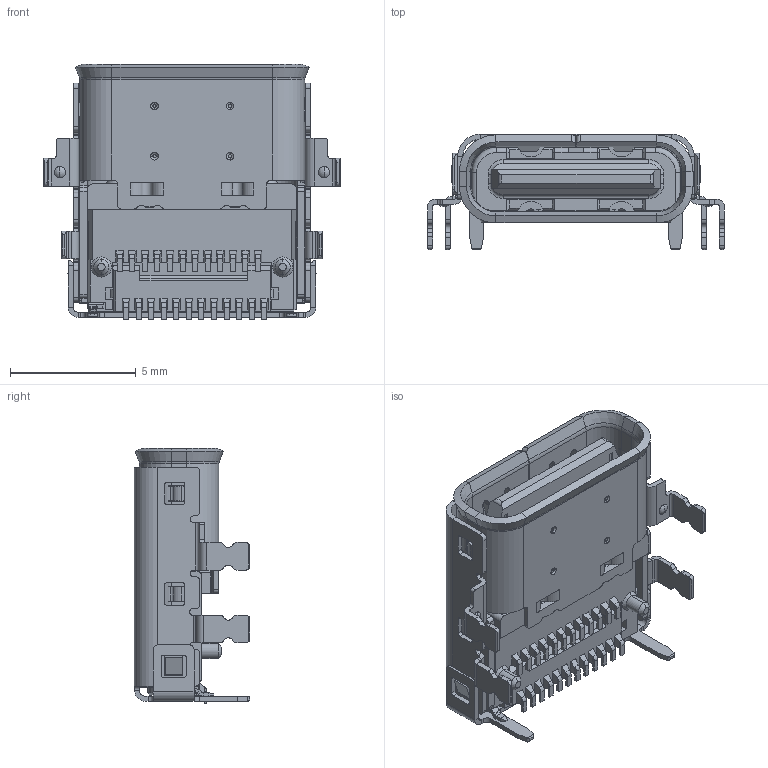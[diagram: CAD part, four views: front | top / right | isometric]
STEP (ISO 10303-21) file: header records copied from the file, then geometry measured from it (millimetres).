
FILE_DESCRIPTION(/* description */ (''),/* implementation_level */ '2;1');
FILE_NAME(/* name */ '102200800042_00_2-K80 USB Type C 3.1 SMT NBR2W-AK5V20.stp',/* time_stamp */ '2022-12-20T09:53:34+03:00',/* author */ (''),/* organization */ (''),/* preprocessor_version */ 'ST-DEVELOPER v16.7',/* originating_system */ 'SIEMENS PLM Software NX 12.0',/* authorisation */ '');
FILE_SCHEMA (('AUTOMOTIVE_DESIGN { 1 0 10303 214 3 1 1 1 }'));
Length unit declared in the file: millimetre
Products named in the file (1): otas12EC1E186fbx
Bounding box: 11.8 x 4.58 x 10.14 mm (x, y, z)
Volume: 178.8 mm3; surface area: 892.6 mm2
Topology: 1 solids, 34 shells, 2045 faces, 5556 edges, 3565 vertices
Faces by surface type: plane 1430, cylinder 487, cone 66, bspline 44, torus 10, sphere 8
Entity records: 65323 total; most frequent: CARTESIAN_POINT 13261, ORIENTED_EDGE 11096, DIRECTION 10607, EDGE_CURVE 5548, LINE 4103, VECTOR 4103, VERTEX_POINT 3561, AXIS2_PLACEMENT_3D 3252
